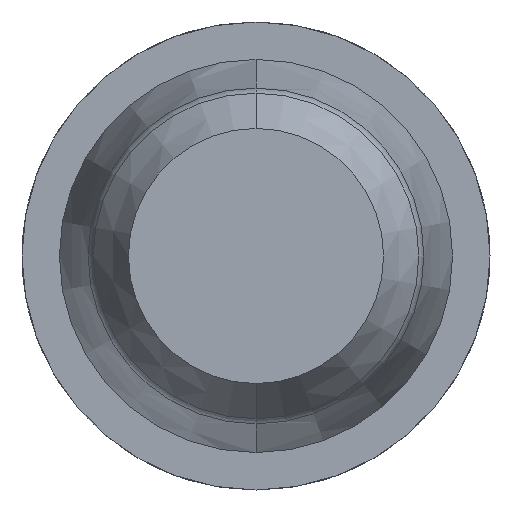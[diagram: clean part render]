
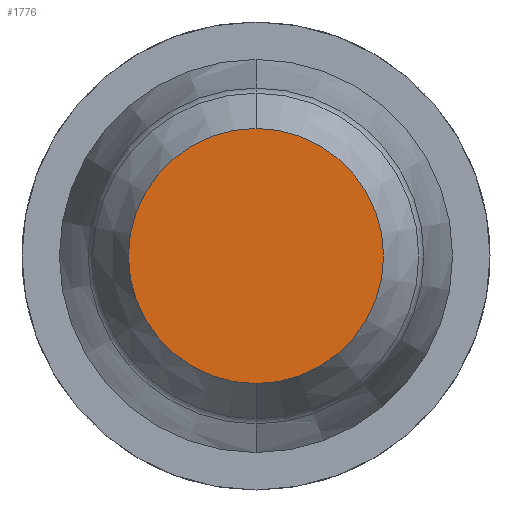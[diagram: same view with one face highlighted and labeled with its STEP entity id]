
A CAD part, front view. The second image highlights one B-rep face of the part: STEP entity #1776.
In plain terms, the highlighted planar face has unit normal (0, -1, 0).
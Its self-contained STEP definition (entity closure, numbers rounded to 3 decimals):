
#255 = ORIENTED_EDGE ( 'NONE', *, *, #1816, .F. ) ;
#528 = VERTEX_POINT ( 'NONE', #2424 ) ;
#908 = DIRECTION ( 'NONE',  ( 0., 0., 1. ) ) ;
#1006 = DIRECTION ( 'NONE',  ( 0., 1., 0. ) ) ;
#1340 = CARTESIAN_POINT ( 'NONE',  ( 0., -30.5, 0. ) ) ;
#1776 = ADVANCED_FACE ( 'Defeature ausgef�hrt3_71', ( #1896 ), #5355, .F. ) ;
#1804 = ORIENTED_EDGE ( 'NONE', *, *, #5667, .F. ) ;
#1816 = EDGE_CURVE ( 'Defeature ausgef�hrt3_72+Defeature ausgef�hrt3_71+Defeature ausgef�hrt3_71+Defeature ausgef�hrt3_71', #4821, #528, #3735, .T. ) ;
#1896 = FACE_OUTER_BOUND ( 'NONE', #3062, .T. ) ;
#2424 = CARTESIAN_POINT ( 'NONE',  ( 0., -30.5, 0.627 ) ) ;
#2611 = AXIS2_PLACEMENT_3D ( 'NONE', #5429, #4171, #3238 ) ;
#2677 = DIRECTION ( 'NONE',  ( 0., 1., 0. ) ) ;
#3062 = EDGE_LOOP ( 'NONE', ( #1804, #255 ) ) ;
#3208 = AXIS2_PLACEMENT_3D ( 'NONE', #4623, #1006, #3755 ) ;
#3238 = DIRECTION ( 'NONE',  ( 0., 0., 1. ) ) ;
#3735 = CIRCLE ( 'NONE', #2611, 0.627 ) ;
#3755 = DIRECTION ( 'NONE',  ( 0., 0., 1. ) ) ;
#3875 = CARTESIAN_POINT ( 'NONE',  ( 0., -30.5, -0.627 ) ) ;
#4170 = CIRCLE ( 'NONE', #3208, 0.627 ) ;
#4171 = DIRECTION ( 'NONE',  ( 0., 1., 0. ) ) ;
#4623 = CARTESIAN_POINT ( 'NONE',  ( 0., -30.5, 0. ) ) ;
#4821 = VERTEX_POINT ( 'NONE', #3875 ) ;
#5355 = PLANE ( 'NONE',  #5621 ) ;
#5429 = CARTESIAN_POINT ( 'NONE',  ( 0., -30.5, 0. ) ) ;
#5621 = AXIS2_PLACEMENT_3D ( 'NONE', #1340, #2677, #908 ) ;
#5667 = EDGE_CURVE ( 'Defeature ausgef�hrt3_72+Defeature ausgef�hrt3_71+Defeature ausgef�hrt3_71+Defeature ausgef�hrt3_71', #528, #4821, #4170, .T. ) ;
